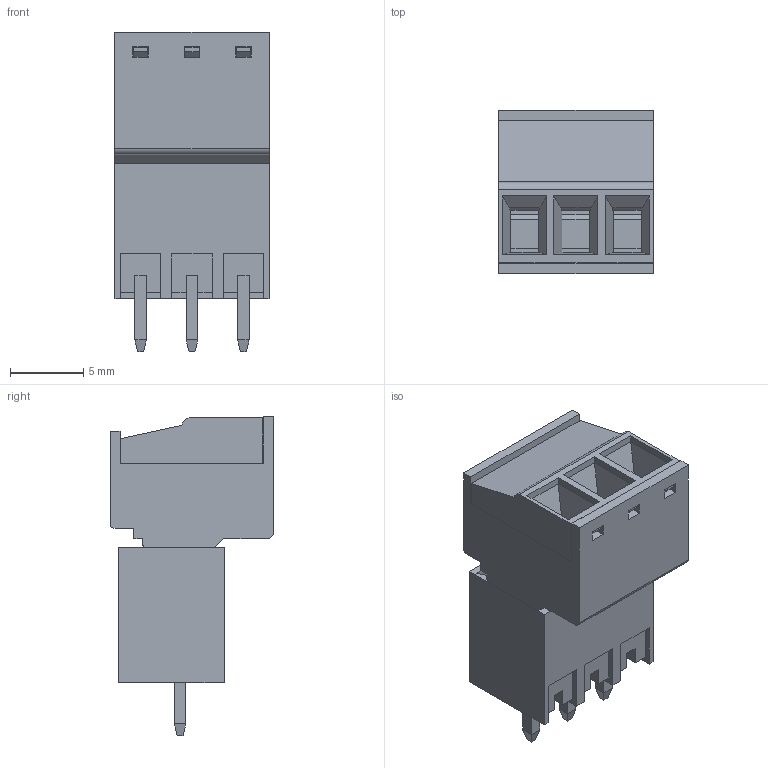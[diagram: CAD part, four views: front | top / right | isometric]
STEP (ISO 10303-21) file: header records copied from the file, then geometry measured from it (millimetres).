
FILE_DESCRIPTION (( 'STEP AP214' ), '1' );
FILE_NAME ('PTR500 3 asambly.STEP', '2018-09-19T14:44:40', ( '' ), ( '' ), 'SwSTEP 2.0', 'SolidWorks 2018', '' );
FILE_SCHEMA (( 'AUTOMOTIVE_DESIGN' ));
Length unit declared in the file: millimetre
Products named in the file (10): 15EDGK-3.5_spring; 15EDGK-3.5; 15EDGK-3.5_top-cap; PTR500 3 asambly; 15EDGK-3.5_klamper; 15EDGVC-3.5; 15EDGK-3.5_screw; 15EDGVC-3.5-PIN; 15EDGRC-3.5
Assembly tree (17 placements, depth 3):
  PTR500 3 asambly
    15EDGVC-3.5
      15EDGRC-3.5
      15EDGVC-3.5-PIN  x3
    15EDGK-3.5
      15EDGK-3.5_klamper  x3
      15EDGK-3.5_screw  x3
      15EDGK-3.5_spring  x3
      15EDGK-3.5
      15EDGK-3.5_top-cap
Bounding box: 10.5 x 11.15 x 21.74 mm (x, y, z)
Volume: 1044.3 mm3; surface area: 3878.3 mm2
Topology: 15 solids, 15 shells, 721 faces, 1965 edges, 1286 vertices
Faces by surface type: plane 573, cylinder 103, bspline 33, cone 12
Entity records: 24607 total; most frequent: CARTESIAN_POINT 3984, ORIENTED_EDGE 3066, DIRECTION 2727, EDGE_CURVE 1533, VECTOR 1315, LINE 1315, VERTEX_POINT 1006, AXIS2_PLACEMENT_3D 706
